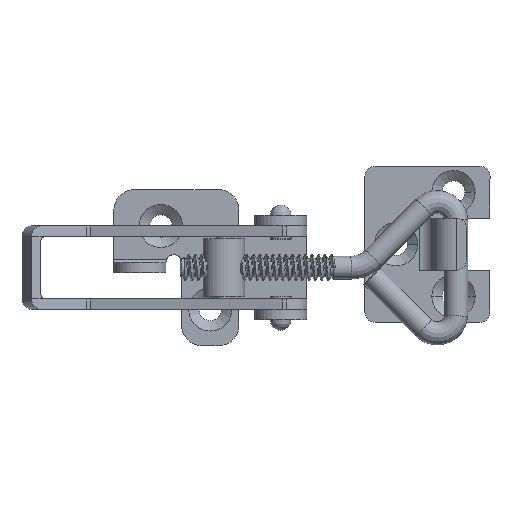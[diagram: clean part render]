
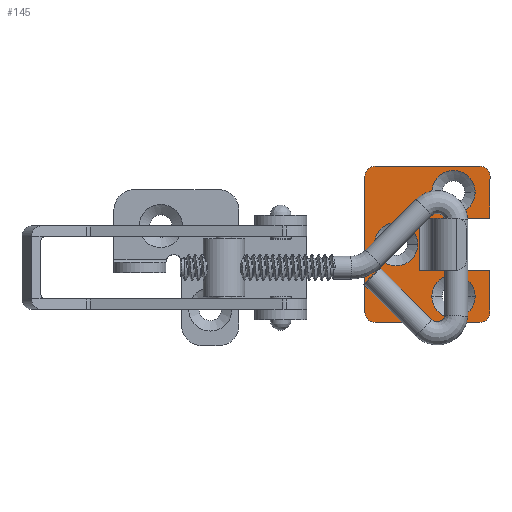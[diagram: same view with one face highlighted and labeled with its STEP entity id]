
A CAD part, top view. The second image highlights one B-rep face of the part: STEP entity #145.
In plain terms, the highlighted planar face has unit normal (0, 0, 1).
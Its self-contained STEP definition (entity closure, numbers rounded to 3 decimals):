
#44=FACE_BOUND('',#664,.T.);
#45=FACE_BOUND('',#665,.T.);
#46=FACE_BOUND('',#666,.T.);
#145=ADVANCED_FACE('',(#398,#44,#45,#46),#4067,.T.);
#398=FACE_OUTER_BOUND('',#663,.T.);
#663=EDGE_LOOP('',(#1304,#1305,#1306,#1307,#1308,#1309,#1310,#1311,#1312,
#1313,#1314,#1315,#1316,#1317));
#664=EDGE_LOOP('',(#1318,#1319));
#665=EDGE_LOOP('',(#1320,#1321));
#666=EDGE_LOOP('',(#1322,#1323));
#1304=ORIENTED_EDGE('',*,*,#2366,.T.);
#1305=ORIENTED_EDGE('',*,*,#2432,.T.);
#1306=ORIENTED_EDGE('',*,*,#2364,.F.);
#1307=ORIENTED_EDGE('',*,*,#2431,.T.);
#1308=ORIENTED_EDGE('',*,*,#2367,.T.);
#1309=ORIENTED_EDGE('',*,*,#2434,.T.);
#1310=ORIENTED_EDGE('',*,*,#2368,.T.);
#1311=ORIENTED_EDGE('',*,*,#2369,.T.);
#1312=ORIENTED_EDGE('',*,*,#2370,.T.);
#1313=ORIENTED_EDGE('',*,*,#2371,.T.);
#1314=ORIENTED_EDGE('',*,*,#2372,.T.);
#1315=ORIENTED_EDGE('',*,*,#2373,.T.);
#1316=ORIENTED_EDGE('',*,*,#2374,.T.);
#1317=ORIENTED_EDGE('',*,*,#2439,.T.);
#1318=ORIENTED_EDGE('',*,*,#2447,.T.);
#1319=ORIENTED_EDGE('',*,*,#2409,.T.);
#1320=ORIENTED_EDGE('',*,*,#2420,.T.);
#1321=ORIENTED_EDGE('',*,*,#2449,.T.);
#1322=ORIENTED_EDGE('',*,*,#2428,.T.);
#1323=ORIENTED_EDGE('',*,*,#2451,.T.);
#2364=EDGE_CURVE('',#3770,#3771,#2898,.T.);
#2366=EDGE_CURVE('',#3772,#3773,#2900,.T.);
#2367=EDGE_CURVE('',#3774,#3775,#2901,.T.);
#2368=EDGE_CURVE('',#3776,#3777,#2902,.T.);
#2369=EDGE_CURVE('',#3777,#3778,#2903,.T.);
#2370=EDGE_CURVE('',#3778,#3779,#2904,.T.);
#2371=EDGE_CURVE('',#3779,#3780,#2905,.T.);
#2372=EDGE_CURVE('',#3780,#3781,#2906,.T.);
#2373=EDGE_CURVE('',#3781,#3782,#2907,.T.);
#2374=EDGE_CURVE('',#3782,#3783,#2908,.T.);
#2409=EDGE_CURVE('',#3784,#3785,#3154,.T.);
#2420=EDGE_CURVE('',#3787,#3786,#3159,.T.);
#2428=EDGE_CURVE('',#3789,#3788,#3163,.T.);
#2431=EDGE_CURVE('',#3770,#3774,#3165,.T.);
#2432=EDGE_CURVE('',#3773,#3771,#3166,.T.);
#2434=EDGE_CURVE('',#3775,#3776,#3168,.T.);
#2439=EDGE_CURVE('',#3783,#3772,#3171,.T.);
#2447=EDGE_CURVE('',#3785,#3784,#3177,.T.);
#2449=EDGE_CURVE('',#3786,#3787,#3179,.T.);
#2451=EDGE_CURVE('',#3788,#3789,#3181,.T.);
#2898=B_SPLINE_CURVE_WITH_KNOTS('',1,(#20341,#20342),.UNSPECIFIED.,.F.,
 .F.,(2,2),(0.,26.),.UNSPECIFIED.);
#2900=B_SPLINE_CURVE_WITH_KNOTS('',1,(#20345,#20346),.UNSPECIFIED.,.F.,
 .F.,(2,2),(0.,20.),.UNSPECIFIED.);
#2901=B_SPLINE_CURVE_WITH_KNOTS('',1,(#20347,#20348),.UNSPECIFIED.,.F.,
 .F.,(2,2),(0.,20.),.UNSPECIFIED.);
#2902=B_SPLINE_CURVE_WITH_KNOTS('',1,(#20349,#20350),.UNSPECIFIED.,.F.,
 .F.,(2,2),(0.,8.),.UNSPECIFIED.);
#2903=B_SPLINE_CURVE_WITH_KNOTS('',1,(#20351,#20352),.UNSPECIFIED.,.F.,
 .F.,(2,2),(0.,9.758),.UNSPECIFIED.);
#2904=B_SPLINE_CURVE_WITH_KNOTS('',1,(#20353,#20354),.UNSPECIFIED.,.F.,
 .F.,(2,2),(0.,3.742),.UNSPECIFIED.);
#2905=B_SPLINE_CURVE_WITH_KNOTS('',1,(#20355,#20356),.UNSPECIFIED.,.F.,
 .F.,(2,2),(0.,10.),.UNSPECIFIED.);
#2906=B_SPLINE_CURVE_WITH_KNOTS('',1,(#20357,#20358),.UNSPECIFIED.,.F.,
 .F.,(2,2),(0.,3.742),.UNSPECIFIED.);
#2907=B_SPLINE_CURVE_WITH_KNOTS('',1,(#20359,#20360),.UNSPECIFIED.,.F.,
 .F.,(2,2),(0.,9.758),.UNSPECIFIED.);
#2908=B_SPLINE_CURVE_WITH_KNOTS('',1,(#20361,#20362),.UNSPECIFIED.,.F.,
 .F.,(2,2),(0.,8.),.UNSPECIFIED.);
#3154=TRIMMED_CURVE($,#3351,(#20444),(#20445),.T.,.CARTESIAN.);
#3159=TRIMMED_CURVE($,#3356,(#20479),(#20480),.T.,.CARTESIAN.);
#3163=TRIMMED_CURVE($,#3360,(#20503),(#20504),.T.,.CARTESIAN.);
#3165=TRIMMED_CURVE($,#3362,(#20511),(#20512),.T.,.CARTESIAN.);
#3166=TRIMMED_CURVE($,#3363,(#20514),(#20515),.T.,.CARTESIAN.);
#3168=TRIMMED_CURVE($,#3365,(#20520),(#20521),.T.,.CARTESIAN.);
#3171=TRIMMED_CURVE($,#3368,(#20533),(#20534),.T.,.CARTESIAN.);
#3177=TRIMMED_CURVE($,#3374,(#20555),(#20556),.T.,.CARTESIAN.);
#3179=TRIMMED_CURVE($,#3376,(#20561),(#20562),.T.,.CARTESIAN.);
#3181=TRIMMED_CURVE($,#3378,(#20567),(#20568),.T.,.CARTESIAN.);
#3351=CIRCLE('',#4555,4.15);
#3356=CIRCLE('',#4560,4.15);
#3360=CIRCLE('',#4564,4.15);
#3362=CIRCLE('',#4566,2.);
#3363=CIRCLE('',#4567,2.);
#3365=CIRCLE('',#4569,2.);
#3368=CIRCLE('',#4572,2.);
#3374=CIRCLE('',#4578,4.15);
#3376=CIRCLE('',#4580,4.15);
#3378=CIRCLE('',#4582,4.15);
#3770=VERTEX_POINT('',#20283);
#3771=VERTEX_POINT('',#20284);
#3772=VERTEX_POINT('',#20285);
#3773=VERTEX_POINT('',#20286);
#3774=VERTEX_POINT('',#20287);
#3775=VERTEX_POINT('',#20288);
#3776=VERTEX_POINT('',#20289);
#3777=VERTEX_POINT('',#20290);
#3778=VERTEX_POINT('',#20291);
#3779=VERTEX_POINT('',#20292);
#3780=VERTEX_POINT('',#20293);
#3781=VERTEX_POINT('',#20294);
#3782=VERTEX_POINT('',#20295);
#3783=VERTEX_POINT('',#20296);
#3784=VERTEX_POINT('',#20297);
#3785=VERTEX_POINT('',#20298);
#3786=VERTEX_POINT('',#20299);
#3787=VERTEX_POINT('',#20300);
#3788=VERTEX_POINT('',#20301);
#3789=VERTEX_POINT('',#20302);
#4067=PLANE('',#4514);
#4514=AXIS2_PLACEMENT_3D('',#20132,#5002,$);
#4555=AXIS2_PLACEMENT_3D($,#20443,#5055,#5056);
#4560=AXIS2_PLACEMENT_3D($,#20478,#5065,#5066);
#4564=AXIS2_PLACEMENT_3D($,#20502,#5073,#5074);
#4566=AXIS2_PLACEMENT_3D($,#20510,#5077,#5078);
#4567=AXIS2_PLACEMENT_3D($,#20513,#5079,#5080);
#4569=AXIS2_PLACEMENT_3D($,#20519,#5083,#5084);
#4572=AXIS2_PLACEMENT_3D($,#20532,#5089,#5090);
#4578=AXIS2_PLACEMENT_3D($,#20554,#5101,#5102);
#4580=AXIS2_PLACEMENT_3D($,#20560,#5105,#5106);
#4582=AXIS2_PLACEMENT_3D($,#20566,#5109,#5110);
#5002=DIRECTION('',(0.,0.,1.));
#5055=DIRECTION('',(0.,0.,-1.));
#5056=DIRECTION('',(1.,0.,0.));
#5065=DIRECTION('',(0.,0.,-1.));
#5066=DIRECTION('',(-1.,0.,0.));
#5073=DIRECTION('',(0.,0.,-1.));
#5074=DIRECTION('',(-1.,0.,0.));
#5077=DIRECTION('',(0.,0.,1.));
#5078=DIRECTION('',(-1.,0.,0.));
#5079=DIRECTION('',(0.,0.,1.));
#5080=DIRECTION('',(0.,1.,0.));
#5083=DIRECTION('',(0.,0.,1.));
#5084=DIRECTION('',(0.,-1.,0.));
#5089=DIRECTION('',(0.,0.,1.));
#5090=DIRECTION('',(1.,0.,0.));
#5101=DIRECTION('',(0.,0.,-1.));
#5102=DIRECTION('',(-1.,0.,0.));
#5105=DIRECTION('',(0.,0.,-1.));
#5106=DIRECTION('',(1.,0.,0.));
#5109=DIRECTION('',(0.,0.,-1.));
#5110=DIRECTION('',(1.,0.,0.));
#20132=CARTESIAN_POINT('',(-1.256,-5.512,-7.131));
#20283=CARTESIAN_POINT('',(1.156,-0.5,-7.131));
#20284=CARTESIAN_POINT('',(1.156,25.5,-7.131));
#20285=CARTESIAN_POINT('',(23.156,27.5,-7.131));
#20286=CARTESIAN_POINT('',(3.156,27.5,-7.131));
#20287=CARTESIAN_POINT('',(3.156,-2.5,-7.131));
#20288=CARTESIAN_POINT('',(23.156,-2.5,-7.131));
#20289=CARTESIAN_POINT('',(25.156,-0.5,-7.131));
#20290=CARTESIAN_POINT('',(25.156,7.5,-7.131));
#20291=CARTESIAN_POINT('',(15.398,7.5,-7.131));
#20292=CARTESIAN_POINT('',(11.656,7.5,-7.131));
#20293=CARTESIAN_POINT('',(11.656,17.5,-7.131));
#20294=CARTESIAN_POINT('',(15.398,17.5,-7.131));
#20295=CARTESIAN_POINT('',(25.156,17.5,-7.131));
#20296=CARTESIAN_POINT('',(25.156,25.5,-7.131));
#20297=CARTESIAN_POINT('',(22.306,2.5,-7.131));
#20298=CARTESIAN_POINT('',(14.006,2.5,-7.131));
#20299=CARTESIAN_POINT('',(11.306,12.5,-7.131));
#20300=CARTESIAN_POINT('',(3.006,12.5,-7.131));
#20301=CARTESIAN_POINT('',(22.306,22.5,-7.131));
#20302=CARTESIAN_POINT('',(14.006,22.5,-7.131));
#20341=CARTESIAN_POINT('',(1.156,-0.5,-7.131));
#20342=CARTESIAN_POINT('',(1.156,25.5,-7.131));
#20345=CARTESIAN_POINT('',(23.156,27.5,-7.131));
#20346=CARTESIAN_POINT('',(3.156,27.5,-7.131));
#20347=CARTESIAN_POINT('',(3.156,-2.5,-7.131));
#20348=CARTESIAN_POINT('',(23.156,-2.5,-7.131));
#20349=CARTESIAN_POINT('',(25.156,-0.5,-7.131));
#20350=CARTESIAN_POINT('',(25.156,7.5,-7.131));
#20351=CARTESIAN_POINT('',(25.156,7.5,-7.131));
#20352=CARTESIAN_POINT('',(15.398,7.5,-7.131));
#20353=CARTESIAN_POINT('',(15.398,7.5,-7.131));
#20354=CARTESIAN_POINT('',(11.656,7.5,-7.131));
#20355=CARTESIAN_POINT('',(11.656,7.5,-7.131));
#20356=CARTESIAN_POINT('',(11.656,17.5,-7.131));
#20357=CARTESIAN_POINT('',(11.656,17.5,-7.131));
#20358=CARTESIAN_POINT('',(15.398,17.5,-7.131));
#20359=CARTESIAN_POINT('',(15.398,17.5,-7.131));
#20360=CARTESIAN_POINT('',(25.156,17.5,-7.131));
#20361=CARTESIAN_POINT('',(25.156,17.5,-7.131));
#20362=CARTESIAN_POINT('',(25.156,25.5,-7.131));
#20443=CARTESIAN_POINT('',(18.156,2.5,-7.131));
#20444=CARTESIAN_POINT('',(22.306,2.5,-7.131));
#20445=CARTESIAN_POINT('',(14.006,2.5,-7.131));
#20478=CARTESIAN_POINT('',(7.156,12.5,-7.131));
#20479=CARTESIAN_POINT('',(3.006,12.5,-7.131));
#20480=CARTESIAN_POINT('',(11.306,12.5,-7.131));
#20502=CARTESIAN_POINT('',(18.156,22.5,-7.131));
#20503=CARTESIAN_POINT('',(14.006,22.5,-7.131));
#20504=CARTESIAN_POINT('',(22.306,22.5,-7.131));
#20510=CARTESIAN_POINT('',(3.156,-0.5,-7.131));
#20511=CARTESIAN_POINT('',(1.156,-0.5,-7.131));
#20512=CARTESIAN_POINT('',(3.156,-2.5,-7.131));
#20513=CARTESIAN_POINT('',(3.156,25.5,-7.131));
#20514=CARTESIAN_POINT('',(3.156,27.5,-7.131));
#20515=CARTESIAN_POINT('',(1.156,25.5,-7.131));
#20519=CARTESIAN_POINT('',(23.156,-0.5,-7.131));
#20520=CARTESIAN_POINT('',(23.156,-2.5,-7.131));
#20521=CARTESIAN_POINT('',(25.156,-0.5,-7.131));
#20532=CARTESIAN_POINT('',(23.156,25.5,-7.131));
#20533=CARTESIAN_POINT('',(25.156,25.5,-7.131));
#20534=CARTESIAN_POINT('',(23.156,27.5,-7.131));
#20554=CARTESIAN_POINT('',(18.156,2.5,-7.131));
#20555=CARTESIAN_POINT('',(14.006,2.5,-7.131));
#20556=CARTESIAN_POINT('',(22.306,2.5,-7.131));
#20560=CARTESIAN_POINT('',(7.156,12.5,-7.131));
#20561=CARTESIAN_POINT('',(11.306,12.5,-7.131));
#20562=CARTESIAN_POINT('',(3.006,12.5,-7.131));
#20566=CARTESIAN_POINT('',(18.156,22.5,-7.131));
#20567=CARTESIAN_POINT('',(22.306,22.5,-7.131));
#20568=CARTESIAN_POINT('',(14.006,22.5,-7.131));
